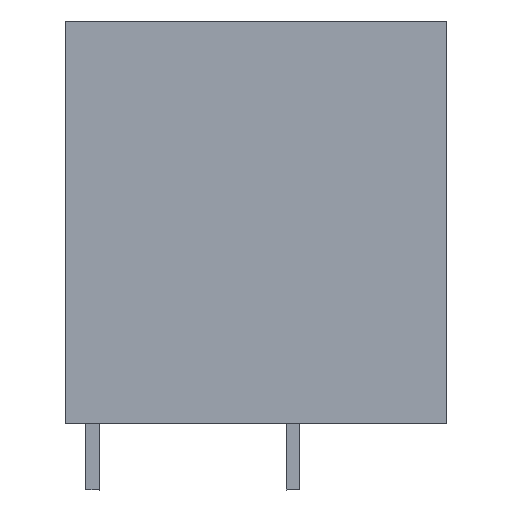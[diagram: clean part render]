
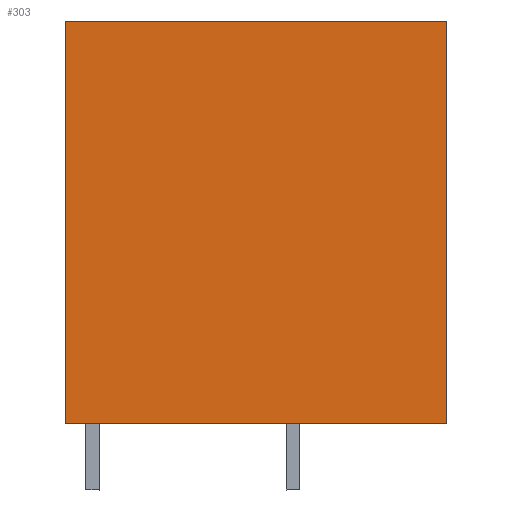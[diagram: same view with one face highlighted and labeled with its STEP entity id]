
A CAD part, left-side view. The second image highlights one B-rep face of the part: STEP entity #303.
In plain terms, the highlighted planar face has unit normal (-1, 0, 0).
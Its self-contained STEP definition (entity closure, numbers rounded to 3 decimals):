
#283=AXIS2_PLACEMENT_3D('Plane Axis2P3D',#280,#281,#282) ;
#49=CARTESIAN_POINT('Vertex',(0.,28.55,35.)) ;
#52=CARTESIAN_POINT('Line Origine',(0.,14.275,35.)) ;
#56=CARTESIAN_POINT('Vertex',(0.,0.,35.)) ;
#264=CARTESIAN_POINT('Vertex',(0.,28.55,5.)) ;
#267=CARTESIAN_POINT('Line Origine',(0.,28.55,20.)) ;
#280=CARTESIAN_POINT('Axis2P3D Location',(0.,28.55,35.)) ;
#285=CARTESIAN_POINT('Line Origine',(0.,14.275,5.)) ;
#289=CARTESIAN_POINT('Vertex',(0.,0.,5.)) ;
#292=CARTESIAN_POINT('Line Origine',(0.,0.,20.)) ;
#53=DIRECTION('Vector Direction',(0.,-1.,0.)) ;
#268=DIRECTION('Vector Direction',(0.,0.,-1.)) ;
#281=DIRECTION('Axis2P3D Direction',(-1.,0.,0.)) ;
#282=DIRECTION('Axis2P3D XDirection',(0.,0.,-1.)) ;
#286=DIRECTION('Vector Direction',(0.,-1.,0.)) ;
#293=DIRECTION('Vector Direction',(0.,0.,-1.)) ;
#54=VECTOR('Line Direction',#53,1.) ;
#269=VECTOR('Line Direction',#268,1.) ;
#287=VECTOR('Line Direction',#286,1.) ;
#294=VECTOR('Line Direction',#293,1.) ;
#298=ORIENTED_EDGE('',*,*,#58,.F.) ;
#299=ORIENTED_EDGE('',*,*,#271,.F.) ;
#300=ORIENTED_EDGE('',*,*,#291,.T.) ;
#301=ORIENTED_EDGE('',*,*,#296,.F.) ;
#303=ADVANCED_FACE('HOUSING',(#302),#284,.T.) ;
#58=EDGE_CURVE('',#50,#57,#55,.T.) ;
#271=EDGE_CURVE('',#265,#50,#270,.F.) ;
#291=EDGE_CURVE('',#265,#290,#288,.T.) ;
#296=EDGE_CURVE('',#57,#290,#295,.T.) ;
#297=EDGE_LOOP('',(#298,#299,#300,#301)) ;
#302=FACE_OUTER_BOUND('',#297,.T.) ;
#55=LINE('Line',#52,#54) ;
#270=LINE('Line',#267,#269) ;
#288=LINE('Line',#285,#287) ;
#295=LINE('Line',#292,#294) ;
#284=PLANE('',#283) ;
#50=VERTEX_POINT('',#49) ;
#57=VERTEX_POINT('',#56) ;
#265=VERTEX_POINT('',#264) ;
#290=VERTEX_POINT('',#289) ;
